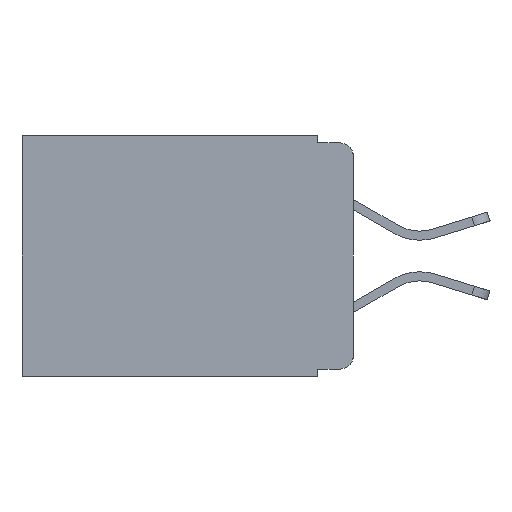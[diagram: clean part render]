
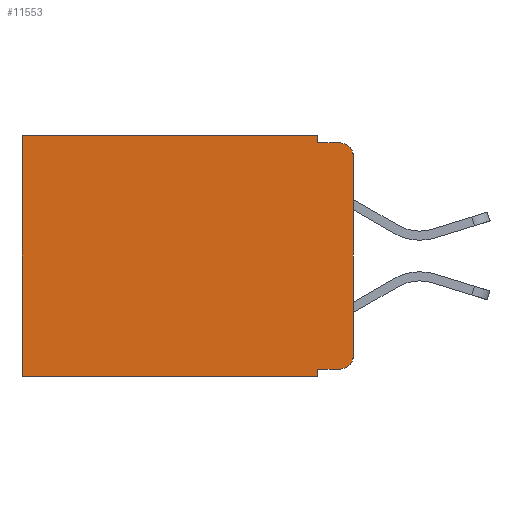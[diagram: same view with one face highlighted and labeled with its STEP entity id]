
A CAD part, left-side view. The second image highlights one B-rep face of the part: STEP entity #11553.
In plain terms, the highlighted planar face has unit normal (-1, 0, 0).
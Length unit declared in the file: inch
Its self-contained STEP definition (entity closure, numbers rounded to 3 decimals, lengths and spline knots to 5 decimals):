
#279 = LINE ( 'NONE', #3699, #6891 ) ;
#368 = AXIS2_PLACEMENT_3D ( 'NONE', #9848, #13914, #13640 ) ;
#386 = CARTESIAN_POINT ( 'NONE',  ( 0.298, 0.051, 0. ) ) ;
#647 = VECTOR ( 'NONE', #10009, 39.37008 ) ;
#764 = AXIS2_PLACEMENT_3D ( 'NONE', #16053, #9054, #1469 ) ;
#887 = VERTEX_POINT ( 'NONE', #12452 ) ;
#1241 = VERTEX_POINT ( 'NONE', #15935 ) ;
#1345 = DIRECTION ( 'NONE',  ( 0., -1., 0. ) ) ;
#1469 = DIRECTION ( 'NONE',  ( 0., 0., -1. ) ) ;
#1865 = DIRECTION ( 'NONE',  ( 0., 0., -1. ) ) ;
#1917 = EDGE_CURVE ( 'NONE', #5137, #1241, #7527, .T. ) ;
#2375 = EDGE_CURVE ( 'NONE', #10289, #4839, #4984, .T. ) ;
#2507 = DIRECTION ( 'NONE',  ( 1., 0., 0. ) ) ;
#2941 = ORIENTED_EDGE ( 'NONE', *, *, #10197, .T. ) ;
#2988 = FACE_OUTER_BOUND ( 'NONE', #8914, .T. ) ;
#3203 = CARTESIAN_POINT ( 'NONE',  ( 0.298, 0.473, 0. ) ) ;
#3209 = CARTESIAN_POINT ( 'NONE',  ( 0.298, 0., -0.03 ) ) ;
#3332 = VERTEX_POINT ( 'NONE', #6975 ) ;
#3453 = CARTESIAN_POINT ( 'NONE',  ( 0.298, 0., -0.313 ) ) ;
#3650 = VERTEX_POINT ( 'NONE', #13325 ) ;
#3699 = CARTESIAN_POINT ( 'NONE',  ( 0.298, 0., 0. ) ) ;
#3961 = VECTOR ( 'NONE', #1865, 39.37008 ) ;
#4124 = EDGE_CURVE ( 'NONE', #5886, #4839, #7366, .T. ) ;
#4839 = VERTEX_POINT ( 'NONE', #3453 ) ;
#4938 = LINE ( 'NONE', #11321, #13410 ) ;
#4947 = DIRECTION ( 'NONE',  ( 0., 1., 0. ) ) ;
#4984 = CIRCLE ( 'NONE', #368, 0.02 ) ;
#5076 = EDGE_CURVE ( 'NONE', #887, #3650, #9417, .T. ) ;
#5137 = VERTEX_POINT ( 'NONE', #7839 ) ;
#5886 = VERTEX_POINT ( 'NONE', #3209 ) ;
#6284 = PLANE ( 'NONE',  #8326 ) ;
#6310 = CARTESIAN_POINT ( 'NONE',  ( 0.298, 0.051, -0.333 ) ) ;
#6530 = VERTEX_POINT ( 'NONE', #6310 ) ;
#6690 = ORIENTED_EDGE ( 'NONE', *, *, #12841, .F. ) ;
#6710 = VECTOR ( 'NONE', #10560, 39.37008 ) ;
#6891 = VECTOR ( 'NONE', #4947, 39.37008 ) ;
#6975 = CARTESIAN_POINT ( 'NONE',  ( 0.298, 0.051, 0. ) ) ;
#7199 = VERTEX_POINT ( 'NONE', #13539 ) ;
#7366 = LINE ( 'NONE', #15207, #12950 ) ;
#7527 = LINE ( 'NONE', #12953, #10364 ) ;
#7529 = ORIENTED_EDGE ( 'NONE', *, *, #5076, .F. ) ;
#7684 = CARTESIAN_POINT ( 'NONE',  ( 0.298, 0., -0.343 ) ) ;
#7839 = CARTESIAN_POINT ( 'NONE',  ( 0.298, 0.051, -0.01 ) ) ;
#8040 = ORIENTED_EDGE ( 'NONE', *, *, #4124, .F. ) ;
#8326 = AXIS2_PLACEMENT_3D ( 'NONE', #9965, #2507, #11145 ) ;
#8914 = EDGE_LOOP ( 'NONE', ( #8040, #2941, #15785, #10509, #15055, #11603, #7529, #6690, #10281, #14581 ) ) ;
#9054 = DIRECTION ( 'NONE',  ( -1., 0., 0. ) ) ;
#9417 = LINE ( 'NONE', #7684, #12192 ) ;
#9848 = CARTESIAN_POINT ( 'NONE',  ( 0.298, 0.02, -0.313 ) ) ;
#9965 = CARTESIAN_POINT ( 'NONE',  ( 0.298, 0., 0. ) ) ;
#10009 = DIRECTION ( 'NONE',  ( 0., 0., -1. ) ) ;
#10197 = EDGE_CURVE ( 'NONE', #5886, #1241, #15151, .T. ) ;
#10281 = ORIENTED_EDGE ( 'NONE', *, *, #12551, .T. ) ;
#10289 = VERTEX_POINT ( 'NONE', #12662 ) ;
#10364 = VECTOR ( 'NONE', #14406, 39.37008 ) ;
#10509 = ORIENTED_EDGE ( 'NONE', *, *, #15944, .F. ) ;
#10560 = DIRECTION ( 'NONE',  ( 0., 0., -1. ) ) ;
#10762 = LINE ( 'NONE', #12376, #647 ) ;
#11145 = DIRECTION ( 'NONE',  ( 0., 0., -1. ) ) ;
#11321 = CARTESIAN_POINT ( 'NONE',  ( 0.298, 0.051, -0.333 ) ) ;
#11553 = ADVANCED_FACE ( 'NONE', ( #2988 ), #6284, .F. ) ;
#11603 = ORIENTED_EDGE ( 'NONE', *, *, #12052, .T. ) ;
#12052 = EDGE_CURVE ( 'NONE', #7199, #3650, #13423, .T. ) ;
#12192 = VECTOR ( 'NONE', #14781, 39.37008 ) ;
#12375 = EDGE_CURVE ( 'NONE', #3332, #7199, #279, .T. ) ;
#12376 = CARTESIAN_POINT ( 'NONE',  ( 0.298, 0.051, 0. ) ) ;
#12452 = CARTESIAN_POINT ( 'NONE',  ( 0.298, 0.051, -0.343 ) ) ;
#12551 = EDGE_CURVE ( 'NONE', #6530, #10289, #4938, .T. ) ;
#12662 = CARTESIAN_POINT ( 'NONE',  ( 0.298, 0.02, -0.333 ) ) ;
#12841 = EDGE_CURVE ( 'NONE', #6530, #887, #13577, .T. ) ;
#12950 = VECTOR ( 'NONE', #14073, 39.37008 ) ;
#12953 = CARTESIAN_POINT ( 'NONE',  ( 0.298, 0.051, -0.01 ) ) ;
#13325 = CARTESIAN_POINT ( 'NONE',  ( 0.298, 0.473, -0.343 ) ) ;
#13410 = VECTOR ( 'NONE', #1345, 39.37008 ) ;
#13423 = LINE ( 'NONE', #3203, #6710 ) ;
#13539 = CARTESIAN_POINT ( 'NONE',  ( 0.298, 0.473, 0. ) ) ;
#13577 = LINE ( 'NONE', #386, #3961 ) ;
#13640 = DIRECTION ( 'NONE',  ( 0., 0., -1. ) ) ;
#13914 = DIRECTION ( 'NONE',  ( -1., 0., 0. ) ) ;
#14073 = DIRECTION ( 'NONE',  ( 0., 0., -1. ) ) ;
#14406 = DIRECTION ( 'NONE',  ( 0., -1., 0. ) ) ;
#14581 = ORIENTED_EDGE ( 'NONE', *, *, #2375, .T. ) ;
#14781 = DIRECTION ( 'NONE',  ( 0., 1., 0. ) ) ;
#15055 = ORIENTED_EDGE ( 'NONE', *, *, #12375, .T. ) ;
#15151 = CIRCLE ( 'NONE', #764, 0.02 ) ;
#15207 = CARTESIAN_POINT ( 'NONE',  ( 0.298, 0., 0. ) ) ;
#15785 = ORIENTED_EDGE ( 'NONE', *, *, #1917, .F. ) ;
#15935 = CARTESIAN_POINT ( 'NONE',  ( 0.298, 0.02, -0.01 ) ) ;
#15944 = EDGE_CURVE ( 'NONE', #3332, #5137, #10762, .T. ) ;
#16053 = CARTESIAN_POINT ( 'NONE',  ( 0.298, 0.02, -0.03 ) ) ;
